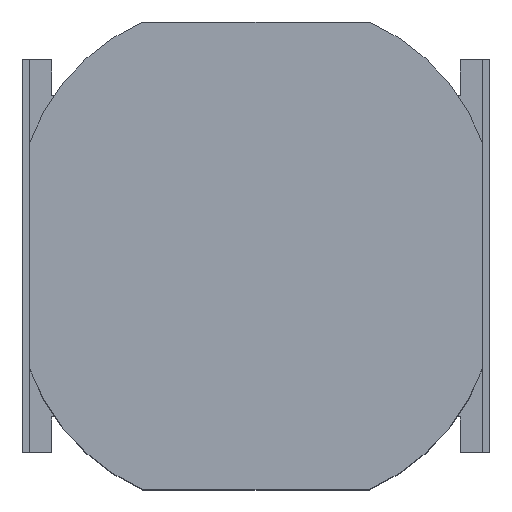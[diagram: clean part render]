
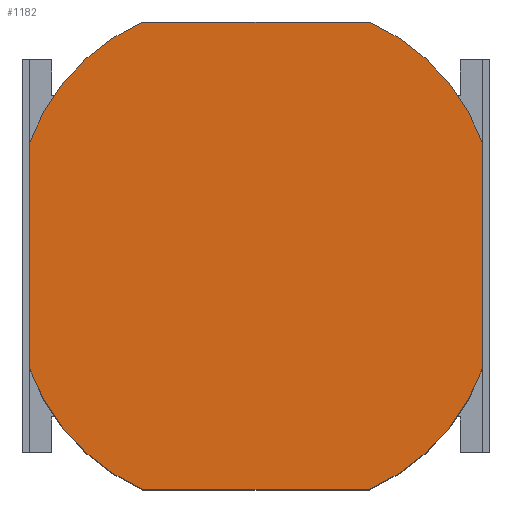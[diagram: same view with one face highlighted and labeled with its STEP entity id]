
A CAD part, top view. The second image highlights one B-rep face of the part: STEP entity #1182.
In plain terms, the highlighted planar face has unit normal (0, 0, 1).
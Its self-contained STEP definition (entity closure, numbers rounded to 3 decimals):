
#47=CIRCLE('',#1265,2.808);
#49=CIRCLE('',#1269,2.808);
#51=CIRCLE('',#1273,2.808);
#53=CIRCLE('',#1277,2.808);
#139=FACE_OUTER_BOUND('',#211,.T.);
#211=EDGE_LOOP('',(#1048,#1049,#1050,#1051,#1052,#1053,#1054,#1055));
#330=LINE('',#1929,#462);
#334=LINE('',#1941,#466);
#338=LINE('',#1953,#470);
#342=LINE('',#1964,#474);
#462=VECTOR('',#1556,3.051);
#466=VECTOR('',#1568,3.051);
#470=VECTOR('',#1580,3.051);
#474=VECTOR('',#1592,3.051);
#566=VERTEX_POINT('',#1919);
#567=VERTEX_POINT('',#1920);
#570=VERTEX_POINT('',#1928);
#572=VERTEX_POINT('',#1934);
#574=VERTEX_POINT('',#1940);
#576=VERTEX_POINT('',#1946);
#578=VERTEX_POINT('',#1952);
#580=VERTEX_POINT('',#1958);
#716=EDGE_CURVE('',#566,#567,#47,.T.);
#720=EDGE_CURVE('',#570,#566,#330,.T.);
#723=EDGE_CURVE('',#572,#570,#49,.T.);
#726=EDGE_CURVE('',#574,#572,#334,.T.);
#729=EDGE_CURVE('',#576,#574,#51,.T.);
#732=EDGE_CURVE('',#578,#576,#338,.T.);
#735=EDGE_CURVE('',#580,#578,#53,.T.);
#738=EDGE_CURVE('',#567,#580,#342,.T.);
#1048=ORIENTED_EDGE('',*,*,#738,.F.);
#1049=ORIENTED_EDGE('',*,*,#716,.F.);
#1050=ORIENTED_EDGE('',*,*,#720,.F.);
#1051=ORIENTED_EDGE('',*,*,#723,.F.);
#1052=ORIENTED_EDGE('',*,*,#726,.F.);
#1053=ORIENTED_EDGE('',*,*,#729,.F.);
#1054=ORIENTED_EDGE('',*,*,#732,.F.);
#1055=ORIENTED_EDGE('',*,*,#735,.F.);
#1113=PLANE('',#1281);
#1182=ADVANCED_FACE('',(#139),#1113,.T.);
#1265=AXIS2_PLACEMENT_3D('',#1921,#1548,#1549);
#1269=AXIS2_PLACEMENT_3D('',#1935,#1561,#1562);
#1273=AXIS2_PLACEMENT_3D('',#1947,#1573,#1574);
#1277=AXIS2_PLACEMENT_3D('',#1959,#1585,#1586);
#1281=AXIS2_PLACEMENT_3D('',#1967,#1596,#1597);
#1548=DIRECTION('center_axis',(0.,0.,-1.));
#1549=DIRECTION('ref_axis',(0.941,-0.339,0.));
#1556=DIRECTION('',(0.,-1.,0.));
#1561=DIRECTION('center_axis',(0.,0.,-1.));
#1562=DIRECTION('ref_axis',(0.398,0.917,0.));
#1568=DIRECTION('',(1.,0.,0.));
#1573=DIRECTION('center_axis',(0.,0.,-1.));
#1574=DIRECTION('ref_axis',(-0.941,0.339,0.));
#1580=DIRECTION('',(0.,1.,0.));
#1585=DIRECTION('center_axis',(0.,0.,-1.));
#1586=DIRECTION('ref_axis',(-0.398,-0.917,0.));
#1592=DIRECTION('',(-1.,0.,0.));
#1596=DIRECTION('center_axis',(0.,0.,1.));
#1597=DIRECTION('ref_axis',(1.,0.,0.));
#1919=CARTESIAN_POINT('',(3.05,-1.526,4.5));
#1920=CARTESIAN_POINT('',(1.526,-3.15,4.5));
#1921=CARTESIAN_POINT('Origin',(0.408,-0.574,4.5));
#1928=CARTESIAN_POINT('',(3.05,1.526,4.5));
#1929=CARTESIAN_POINT('',(3.05,1.526,4.5));
#1934=CARTESIAN_POINT('',(1.526,3.15,4.5));
#1935=CARTESIAN_POINT('Origin',(0.408,0.574,4.5));
#1940=CARTESIAN_POINT('',(-1.526,3.15,4.5));
#1941=CARTESIAN_POINT('',(-1.526,3.15,4.5));
#1946=CARTESIAN_POINT('',(-3.05,1.526,4.5));
#1947=CARTESIAN_POINT('Origin',(-0.408,0.574,4.5));
#1952=CARTESIAN_POINT('',(-3.05,-1.526,4.5));
#1953=CARTESIAN_POINT('',(-3.05,-1.526,4.5));
#1958=CARTESIAN_POINT('',(-1.526,-3.15,4.5));
#1959=CARTESIAN_POINT('Origin',(-0.408,-0.574,4.5));
#1964=CARTESIAN_POINT('',(1.526,-3.15,4.5));
#1967=CARTESIAN_POINT('Origin',(0.,0.,
4.5));
